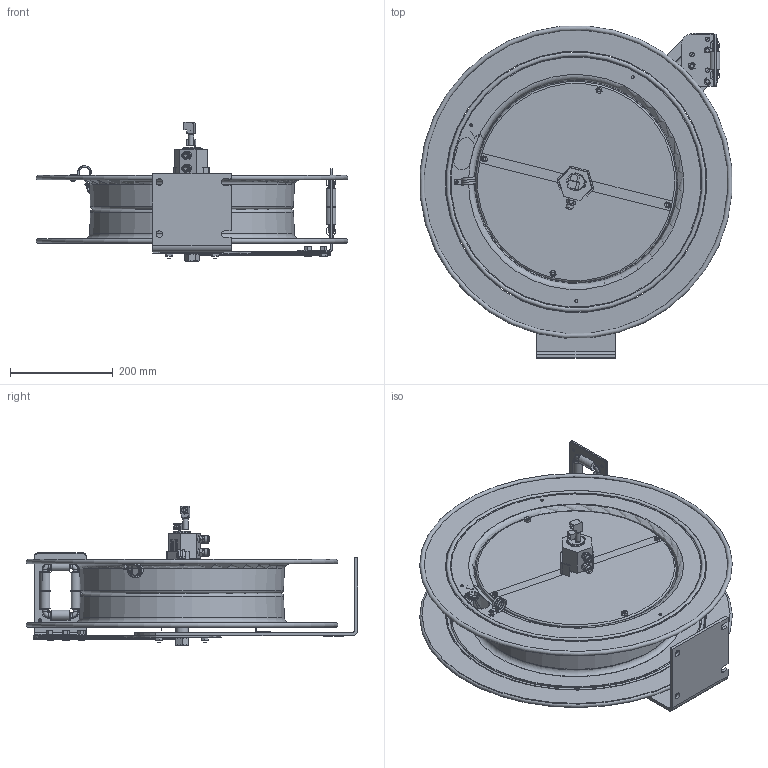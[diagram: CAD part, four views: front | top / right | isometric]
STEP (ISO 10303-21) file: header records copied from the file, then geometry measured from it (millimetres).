
FILE_DESCRIPTION(/* description */ (''),/* implementation_level */ '2;1');
FILE_NAME(/* name */ 'SHWL-N-1100_SHARED.stp',/* time_stamp */ '2017-02-15T11:08:20-07:00',/* author */ ('jkusbel'),/* organization */ (''),/* preprocessor_version */ 'ST-DEVELOPER v15.6',/* originating_system */ 'Autodesk Inventor 2015',/* authorisation */ '');
FILE_SCHEMA (('AUTOMOTIVE_DESIGN { 1 0 10303 214 3 1 1 }'));
Length unit declared in the file: inch
Products named in the file (1): SHWL-N-1100_SHARED
Bounding box: 607.98 x 646.89 x 271.17 mm (x, y, z)
Surface area: 1669162.9 mm2 (no closed solid volume)
Topology: 0 solids, 144 shells, 389 faces, 3875 edges, 3560 vertices
Faces by surface type: plane 244, cylinder 101, torus 25, cone 11, sphere 6, bspline 2
Full cylindrical faces by diameter (mm): 4.75 x1, 4.826 x2, 6.248 x2, 7.112 x2, 8.636 x6, 8.89 x2, 10.312 x1, 10.414 x1, 11.557 x1, 12.7 x2, 14.287 x2, 19.05 x6, 25.362 x1, 31.674 x1, 35.052 x1, 390.388 x1
Entity records: 36489 total; most frequent: CARTESIAN_POINT 11014, DIRECTION 4227, ORIENTED_EDGE 4208, EDGE_CURVE 3801, VERTEX_POINT 3545, LINE 2095, VECTOR 2095, AXIS2_PLACEMENT_3D 1066
